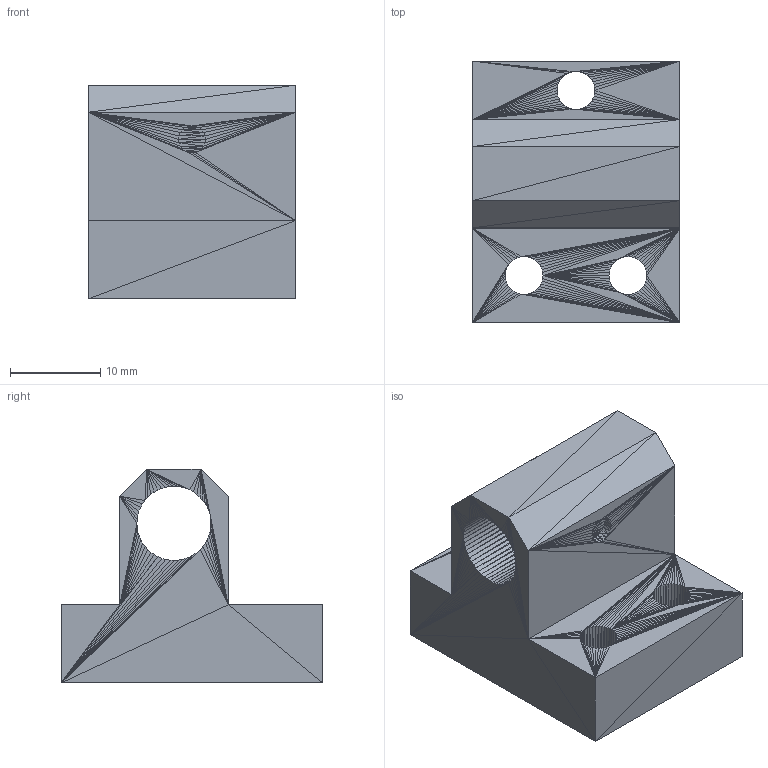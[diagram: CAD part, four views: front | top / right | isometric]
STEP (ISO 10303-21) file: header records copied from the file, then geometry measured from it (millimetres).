
FILE_DESCRIPTION(/* description */ (''),/* implementation_level */ '2;1');
FILE_NAME(/* name */ 'Charnière 2.step',/* time_stamp */ '2022-01-23T20:25:01+01:00',/* author */ (''),/* organization */ (''),/* preprocessor_version */ 'ST-DEVELOPER v18.1',/* originating_system */ 'Autodesk Translation Framework v10.13.0.1454',/* authorisation */ '');
FILE_SCHEMA (('AUTOMOTIVE_DESIGN { 1 0 10303 214 3 1 1 }'));
Length unit declared in the file: millimetre
Products named in the file (1): (Non enregistré)
Bounding box: 23 x 29 x 23.66 mm (x, y, z)
Volume: 8133.4 mm3; surface area: 3942.1 mm2
Topology: 1 solids, 1 shells, 852 faces, 1278 edges, 420 vertices
Faces by surface type: plane 852
Entity records: 16643 total; most frequent: DIRECTION 2984, ORIENTED_EDGE 2556, CARTESIAN_POINT 2551, LINE 1278, VECTOR 1278, EDGE_CURVE 1278, AXIS2_PLACEMENT_3D 853, FACE_OUTER_BOUND 852
